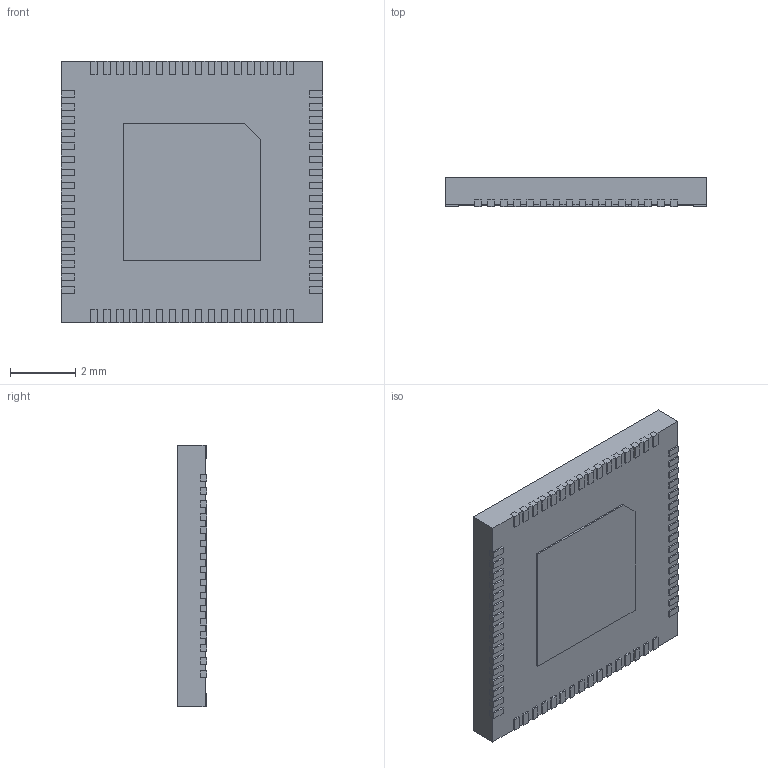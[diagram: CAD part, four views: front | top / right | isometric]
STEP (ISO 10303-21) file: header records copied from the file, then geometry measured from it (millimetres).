
FILE_DESCRIPTION (( 'STEP AP214' ), '1' );
FILE_NAME ('KSZ8794CNXCC.STEP', '2019-05-19T14:16:47', ( '' ), ( '' ), 'SwSTEP 2.0', 'SolidWorks 2017', '' );
FILE_SCHEMA (( 'AUTOMOTIVE_DESIGN' ));
Length unit declared in the file: millimetre
Products named in the file (1): KSZ8794CNXCC
Bounding box: 8 x 0.9 x 8 mm (x, y, z)
Volume: 55.5 mm3; surface area: 230.1 mm2
Topology: 67 solids, 67 shells, 666 faces, 1590 edges, 1060 vertices
Faces by surface type: plane 662, cylinder 4
Entity records: 19490 total; most frequent: CARTESIAN_POINT 3317, ORIENTED_EDGE 3180, DIRECTION 2932, EDGE_CURVE 1590, LINE 1582, VECTOR 1582, VERTEX_POINT 1060, AXIS2_PLACEMENT_3D 675
